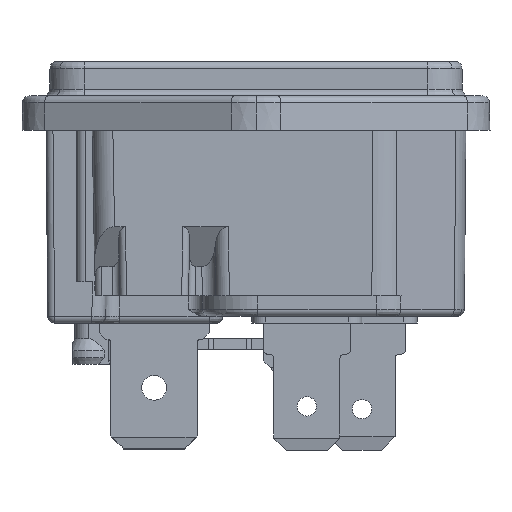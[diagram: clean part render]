
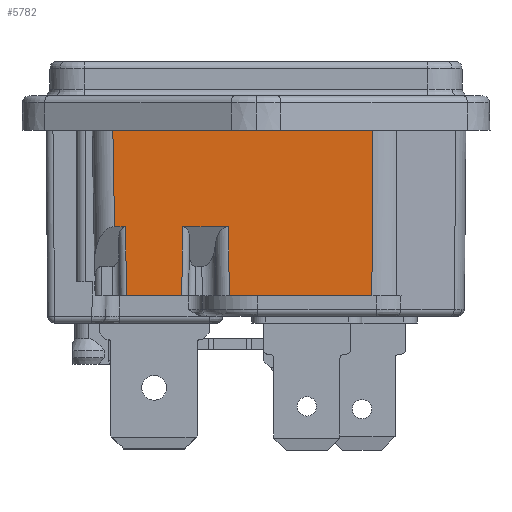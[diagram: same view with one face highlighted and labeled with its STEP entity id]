
A CAD part, left-side view. The second image highlights one B-rep face of the part: STEP entity #5782.
In plain terms, the highlighted planar face has unit normal (-1, 0, -0.009).
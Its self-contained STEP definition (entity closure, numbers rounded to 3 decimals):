
#2900 = VERTEX_POINT ( 'NONE', #15544 ) ;
#2905 = EDGE_CURVE ( 'NONE', #2900, #2906, #15580, .T. ) ;
#2906 = VERTEX_POINT ( 'NONE', #15576 ) ;
#3114 = VERTEX_POINT ( 'NONE', #15914 ) ;
#3118 = EDGE_CURVE ( 'NONE', #3114, #3120, #15952, .T. ) ;
#3120 = VERTEX_POINT ( 'NONE', #15948 ) ;
#5526 = EDGE_CURVE ( 'NONE', #5527, #3120, #22734, .T. ) ;
#5527 = VERTEX_POINT ( 'NONE', #22727 ) ;
#5716 = VERTEX_POINT ( 'NONE', #23053 ) ;
#5720 = EDGE_CURVE ( 'NONE', #3114, #5716, #23044, .T. ) ;
#5731 = VERTEX_POINT ( 'NONE', #23060 ) ;
#5770 = EDGE_CURVE ( 'NONE', #5731, #2906, #23163, .T. ) ;
#5782 = ADVANCED_FACE ( 'NONE', ( #23138 ), #23143, .T. ) ;
#5784 = EDGE_LOOP ( 'NONE', ( #5786, #5788, #5791, #5826, #5832, #5837, #5838, #5841, #5843, #5886 ) ) ;
#5786 = ORIENTED_EDGE ( 'NONE', *, *, #2905, .F. ) ;
#5788 = ORIENTED_EDGE ( 'NONE', *, *, #5859, .T. ) ;
#5791 = ORIENTED_EDGE ( 'NONE', *, *, #5823, .F. ) ;
#5823 = EDGE_CURVE ( 'NONE', #5824, #5856, #23250, .T. ) ;
#5824 = VERTEX_POINT ( 'NONE', #23246 ) ;
#5826 = ORIENTED_EDGE ( 'NONE', *, *, #5827, .T. ) ;
#5827 = EDGE_CURVE ( 'NONE', #5824, #5829, #23245, .T. ) ;
#5829 = VERTEX_POINT ( 'NONE', #23241 ) ;
#5832 = ORIENTED_EDGE ( 'NONE', *, *, #5834, .T. ) ;
#5834 = EDGE_CURVE ( 'NONE', #5829, #5527, #23235, .T. ) ;
#5837 = ORIENTED_EDGE ( 'NONE', *, *, #5526, .T. ) ;
#5838 = ORIENTED_EDGE ( 'NONE', *, *, #3118, .F. ) ;
#5841 = ORIENTED_EDGE ( 'NONE', *, *, #5720, .T. ) ;
#5843 = ORIENTED_EDGE ( 'NONE', *, *, #5845, .F. ) ;
#5845 = EDGE_CURVE ( 'NONE', #5731, #5716, #23276, .T. ) ;
#5856 = VERTEX_POINT ( 'NONE', #23310 ) ;
#5859 = EDGE_CURVE ( 'NONE', #2900, #5856, #23309, .T. ) ;
#5886 = ORIENTED_EDGE ( 'NONE', *, *, #5770, .T. ) ;
#15544 = CARTESIAN_POINT ( 'NONE',  ( -13.689, 7.719, -9.496 ) ) ;
#15576 = CARTESIAN_POINT ( 'NONE',  ( -13.689, 11.013, -9.496 ) ) ;
#15577 = DIRECTION ( 'NONE',  ( 0., 1., 0. ) ) ;
#15578 = VECTOR ( 'NONE', #15577, 1000. ) ;
#15579 = CARTESIAN_POINT ( 'NONE',  ( -13.689, 8.6, -9.496 ) ) ;
#15580 = LINE ( 'NONE', #15579, #15578 ) ;
#15914 = CARTESIAN_POINT ( 'NONE',  ( -13.689, 15.187, -9.496 ) ) ;
#15948 = CARTESIAN_POINT ( 'NONE',  ( -13.689, 15.978, -9.496 ) ) ;
#15949 = DIRECTION ( 'NONE',  ( 0., 1., 0. ) ) ;
#15950 = VECTOR ( 'NONE', #15949, 1000. ) ;
#15951 = CARTESIAN_POINT ( 'NONE',  ( -13.689, 5.199, -9.496 ) ) ;
#15952 = LINE ( 'NONE', #15951, #15950 ) ;
#22727 = CARTESIAN_POINT ( 'NONE',  ( -13.75, 16.1, -2.5 ) ) ;
#22728 = DIRECTION ( 'NONE',  ( 0.009, -0.017, -1. ) ) ;
#22729 = VECTOR ( 'NONE', #22728, 1000. ) ;
#22730 = CARTESIAN_POINT ( 'NONE',  ( -13.748, 16.097, -2.681 ) ) ;
#22734 = LINE ( 'NONE', #22730, #22729 ) ;
#23038 = DIRECTION ( 'NONE',  ( 0.009, -0.017, -1. ) ) ;
#23039 = VECTOR ( 'NONE', #23038, 1000. ) ;
#23040 = CARTESIAN_POINT ( 'NONE',  ( -13.645, 15.1, -14.491 ) ) ;
#23044 = LINE ( 'NONE', #23040, #23039 ) ;
#23053 = CARTESIAN_POINT ( 'NONE',  ( -13.645, 15.1, -14.5 ) ) ;
#23060 = CARTESIAN_POINT ( 'NONE',  ( -13.645, 11.1, -14.5 ) ) ;
#23137 = AXIS2_PLACEMENT_3D ( 'NONE', #23202, #23201, #23200 ) ;
#23138 = FACE_OUTER_BOUND ( 'NONE', #5784, .T. ) ;
#23143 = PLANE ( 'NONE',  #23137 ) ;
#23160 = DIRECTION ( 'NONE',  ( -0.009, -0.017, 1. ) ) ;
#23161 = VECTOR ( 'NONE', #23160, 1000. ) ;
#23162 = CARTESIAN_POINT ( 'NONE',  ( -13.689, 11.012, -9.487 ) ) ;
#23163 = LINE ( 'NONE', #23162, #23161 ) ;
#23200 = DIRECTION ( 'NONE',  ( -0.009, 0., 1. ) ) ;
#23201 = DIRECTION ( 'NONE',  ( -1., 0., -0.009 ) ) ;
#23202 = CARTESIAN_POINT ( 'NONE',  ( -13.75, 5.7, -2.5 ) ) ;
#23232 = DIRECTION ( 'NONE',  ( 0., 1., 0. ) ) ;
#23233 = VECTOR ( 'NONE', #23232, 1000. ) ;
#23234 = CARTESIAN_POINT ( 'NONE',  ( -13.75, 5.7, -2.5 ) ) ;
#23235 = LINE ( 'NONE', #23234, #23233 ) ;
#23241 = CARTESIAN_POINT ( 'NONE',  ( -13.75, -2.765, -2.5 ) ) ;
#23242 = DIRECTION ( 'NONE',  ( -0.009, -0.004, 1. ) ) ;
#23243 = VECTOR ( 'NONE', #23242, 1000. ) ;
#23244 = CARTESIAN_POINT ( 'NONE',  ( -13.75, -2.764, -2.531 ) ) ;
#23245 = LINE ( 'NONE', #23244, #23243 ) ;
#23246 = CARTESIAN_POINT ( 'NONE',  ( -13.645, -2.721, -14.5 ) ) ;
#23247 = DIRECTION ( 'NONE',  ( 0., 1., 0. ) ) ;
#23248 = VECTOR ( 'NONE', #23247, 1000. ) ;
#23249 = CARTESIAN_POINT ( 'NONE',  ( -13.645, -9.3, -14.5 ) ) ;
#23250 = LINE ( 'NONE', #23249, #23248 ) ;
#23273 = DIRECTION ( 'NONE',  ( 0., 1., 0. ) ) ;
#23274 = VECTOR ( 'NONE', #23273, 1000. ) ;
#23275 = CARTESIAN_POINT ( 'NONE',  ( -13.645, -9.3, -14.5 ) ) ;
#23276 = LINE ( 'NONE', #23275, #23274 ) ;
#23306 = DIRECTION ( 'NONE',  ( 0.009, -0.017, -1. ) ) ;
#23307 = VECTOR ( 'NONE', #23306, 1000. ) ;
#23308 = CARTESIAN_POINT ( 'NONE',  ( -13.75, 7.84, -2.537 ) ) ;
#23309 = LINE ( 'NONE', #23308, #23307 ) ;
#23310 = CARTESIAN_POINT ( 'NONE',  ( -13.645, 7.632, -14.5 ) ) ;
